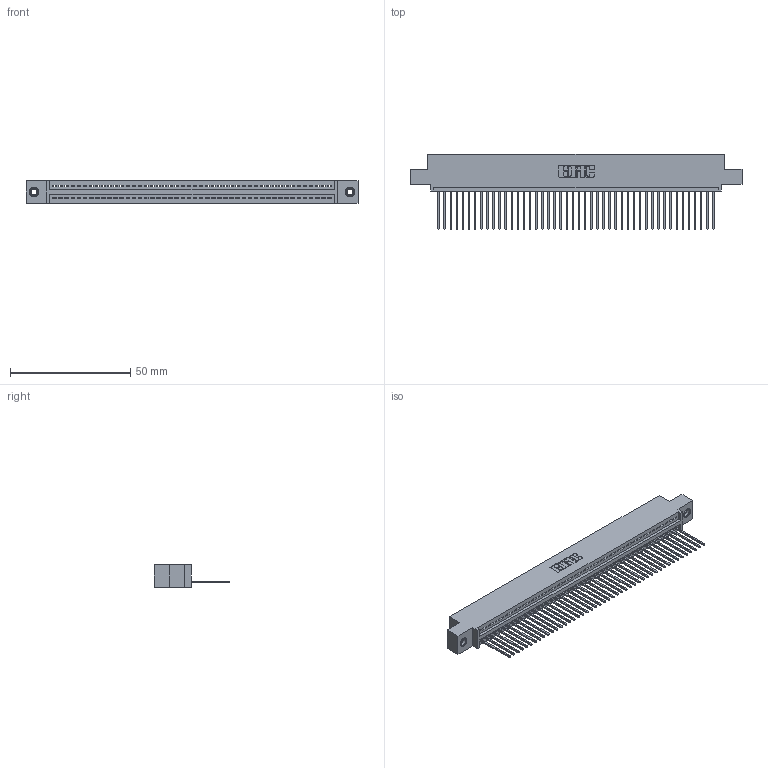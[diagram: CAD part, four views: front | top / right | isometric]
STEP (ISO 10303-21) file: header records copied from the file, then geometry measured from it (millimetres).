
FILE_DESCRIPTION (( 'STEP AP203' ), '1' );
FILE_NAME ('395-046-542-408.STEP', '2018-11-16T16:34:57', ( '' ), ( '' ), 'SwSTEP 2.0', 'SolidWorks 2016', '' );
FILE_SCHEMA (( 'CONFIG_CONTROL_DESIGN' ));
Length unit declared in the file: inch
Products named in the file (4): 345-292-001_345-293-142; 345-250-001_345-250-003-102; 395-046-542-408; 345 Part_0.110 Offset - 0.156 Dia-TI
Assembly tree (49 placements, depth 2):
  395-046-542-408
    345 Part_0.110 Offset - 0.156 Dia-TI
    345-292-001_345-293-142  x46
    345-250-001_345-250-003-102  x2
Bounding box: 138.05 x 31.29 x 9.4 mm (x, y, z)
Volume: 13167.3 mm3; surface area: 18300.7 mm2
Topology: 49 solids, 49 shells, 2858 faces, 8585 edges, 5654 vertices
Faces by surface type: plane 1956, cylinder 886, cone 12, torus 4
Entity records: 35418 total; most frequent: CARTESIAN_POINT 6117, ORIENTED_EDGE 6090, DIRECTION 5363, EDGE_CURVE 3045, VECTOR 2709, LINE 2709, VERTEX_POINT 2024, AXIS2_PLACEMENT_3D 1327
